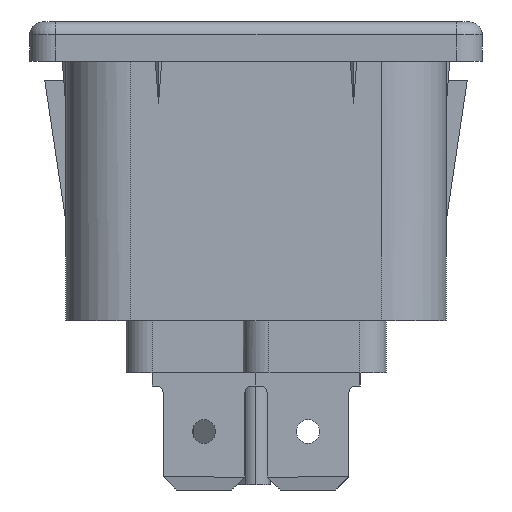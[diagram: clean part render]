
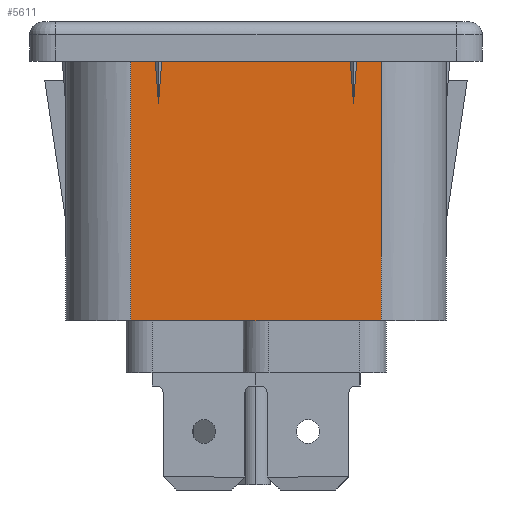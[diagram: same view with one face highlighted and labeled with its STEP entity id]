
A CAD part, left-side view. The second image highlights one B-rep face of the part: STEP entity #5611.
In plain terms, the highlighted planar face has unit normal (-1, 0, 0).
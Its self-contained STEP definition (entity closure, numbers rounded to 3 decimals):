
#49 = VECTOR ( 'NONE', #8992, 1000. ) ;
#255 = FACE_OUTER_BOUND ( 'NONE', #10829, .T. ) ;
#350 = LINE ( 'NONE', #11718, #49 ) ;
#394 = VERTEX_POINT ( 'NONE', #8769 ) ;
#410 = VERTEX_POINT ( 'NONE', #10605 ) ;
#616 = DIRECTION ( 'NONE',  ( 0., 1., 0. ) ) ;
#890 = ORIENTED_EDGE ( 'NONE', *, *, #8854, .T. ) ;
#1153 = AXIS2_PLACEMENT_3D ( 'NONE', #10849, #11773, #6296 ) ;
#1398 = ORIENTED_EDGE ( 'NONE', *, *, #6955, .T. ) ;
#1422 = CARTESIAN_POINT ( 'NONE',  ( -18.65, 7.75, -3. ) ) ;
#1724 = VECTOR ( 'NONE', #10698, 1000. ) ;
#2059 = CARTESIAN_POINT ( 'NONE',  ( -18.65, -7.25, -3. ) ) ;
#2354 = CARTESIAN_POINT ( 'NONE',  ( -18.65, -7.5, -6.3 ) ) ;
#2442 = LINE ( 'NONE', #2686, #7035 ) ;
#2531 = VERTEX_POINT ( 'NONE', #11630 ) ;
#2686 = CARTESIAN_POINT ( 'NONE',  ( -18.65, 7.5, -6.3 ) ) ;
#3057 = ORIENTED_EDGE ( 'NONE', *, *, #4954, .T. ) ;
#3275 = ORIENTED_EDGE ( 'NONE', *, *, #4960, .T. ) ;
#3380 = VECTOR ( 'NONE', #8320, 1000. ) ;
#3413 = VECTOR ( 'NONE', #11523, 1000. ) ;
#3652 = LINE ( 'NONE', #3722, #10664 ) ;
#3722 = CARTESIAN_POINT ( 'NONE',  ( -18.65, 9.65, -3. ) ) ;
#3956 = VERTEX_POINT ( 'NONE', #8259 ) ;
#4135 = ORIENTED_EDGE ( 'NONE', *, *, #10726, .F. ) ;
#4170 = LINE ( 'NONE', #6104, #8757 ) ;
#4193 = CARTESIAN_POINT ( 'NONE',  ( -18.65, -7.5, -6.3 ) ) ;
#4456 = LINE ( 'NONE', #5228, #1724 ) ;
#4689 = LINE ( 'NONE', #9964, #11693 ) ;
#4691 = ORIENTED_EDGE ( 'NONE', *, *, #5152, .T. ) ;
#4954 = EDGE_CURVE ( 'NONE', #6813, #3956, #4456, .T. ) ;
#4960 = EDGE_CURVE ( 'NONE', #5474, #394, #4170, .T. ) ;
#5152 = EDGE_CURVE ( 'NONE', #410, #5474, #2442, .T. ) ;
#5228 = CARTESIAN_POINT ( 'NONE',  ( -18.65, 9.65, -3. ) ) ;
#5347 = PLANE ( 'NONE',  #1153 ) ;
#5399 = CARTESIAN_POINT ( 'NONE',  ( -18.65, 9.65, -23. ) ) ;
#5474 = VERTEX_POINT ( 'NONE', #1422 ) ;
#5611 = ADVANCED_FACE ( 'NONE', ( #255 ), #5347, .F. ) ;
#5632 = VECTOR ( 'NONE', #11507, 1000. ) ;
#5818 = LINE ( 'NONE', #6469, #3380 ) ;
#5986 = ORIENTED_EDGE ( 'NONE', *, *, #6642, .F. ) ;
#6104 = CARTESIAN_POINT ( 'NONE',  ( -18.65, 9.65, -3. ) ) ;
#6123 = ORIENTED_EDGE ( 'NONE', *, *, #6925, .T. ) ;
#6296 = DIRECTION ( 'NONE',  ( 0., 1., 0. ) ) ;
#6469 = CARTESIAN_POINT ( 'NONE',  ( -18.65, -9.65, -23. ) ) ;
#6642 = EDGE_CURVE ( 'NONE', #7045, #2531, #9821, .T. ) ;
#6813 = VERTEX_POINT ( 'NONE', #2059 ) ;
#6925 = EDGE_CURVE ( 'NONE', #8537, #7811, #3652, .T. ) ;
#6955 = EDGE_CURVE ( 'NONE', #7045, #8537, #5818, .T. ) ;
#7035 = VECTOR ( 'NONE', #9089, 1000. ) ;
#7045 = VERTEX_POINT ( 'NONE', #9366 ) ;
#7612 = ORIENTED_EDGE ( 'NONE', *, *, #11438, .F. ) ;
#7811 = VERTEX_POINT ( 'NONE', #11345 ) ;
#7977 = LINE ( 'NONE', #10609, #3413 ) ;
#8039 = LINE ( 'NONE', #4193, #5632 ) ;
#8259 = CARTESIAN_POINT ( 'NONE',  ( -18.65, 7.25, -3. ) ) ;
#8320 = DIRECTION ( 'NONE',  ( 0., 0., 1. ) ) ;
#8537 = VERTEX_POINT ( 'NONE', #11079 ) ;
#8757 = VECTOR ( 'NONE', #616, 1000. ) ;
#8769 = CARTESIAN_POINT ( 'NONE',  ( -18.65, 9.65, -3. ) ) ;
#8844 = VERTEX_POINT ( 'NONE', #2354 ) ;
#8854 = EDGE_CURVE ( 'NONE', #8844, #6813, #8039, .T. ) ;
#8992 = DIRECTION ( 'NONE',  ( 0., -0.076, 0.997 ) ) ;
#9089 = DIRECTION ( 'NONE',  ( 0., 0.076, 0.997 ) ) ;
#9189 = DIRECTION ( 'NONE',  ( 0., 1., 0. ) ) ;
#9240 = VECTOR ( 'NONE', #10002, 1000. ) ;
#9366 = CARTESIAN_POINT ( 'NONE',  ( -18.65, -9.65, -23. ) ) ;
#9821 = LINE ( 'NONE', #5399, #9240 ) ;
#9964 = CARTESIAN_POINT ( 'NONE',  ( -18.65, 9.65, -23. ) ) ;
#10002 = DIRECTION ( 'NONE',  ( 0., 1., 0. ) ) ;
#10059 = ORIENTED_EDGE ( 'NONE', *, *, #11378, .F. ) ;
#10605 = CARTESIAN_POINT ( 'NONE',  ( -18.65, 7.5, -6.3 ) ) ;
#10609 = CARTESIAN_POINT ( 'NONE',  ( -18.65, 7.5, -6.3 ) ) ;
#10664 = VECTOR ( 'NONE', #9189, 1000. ) ;
#10698 = DIRECTION ( 'NONE',  ( 0., 1., 0. ) ) ;
#10726 = EDGE_CURVE ( 'NONE', #410, #3956, #7977, .T. ) ;
#10829 = EDGE_LOOP ( 'NONE', ( #6123, #10059, #890, #3057, #4135, #4691, #3275, #7612, #5986, #1398 ) ) ;
#10849 = CARTESIAN_POINT ( 'NONE',  ( -18.65, 9.65, -23. ) ) ;
#10863 = DIRECTION ( 'NONE',  ( 0., 0., 1. ) ) ;
#11079 = CARTESIAN_POINT ( 'NONE',  ( -18.65, -9.65, -3. ) ) ;
#11345 = CARTESIAN_POINT ( 'NONE',  ( -18.65, -7.75, -3. ) ) ;
#11378 = EDGE_CURVE ( 'NONE', #8844, #7811, #350, .T. ) ;
#11438 = EDGE_CURVE ( 'NONE', #2531, #394, #4689, .T. ) ;
#11507 = DIRECTION ( 'NONE',  ( 0., 0.076, 0.997 ) ) ;
#11523 = DIRECTION ( 'NONE',  ( 0., -0.076, 0.997 ) ) ;
#11630 = CARTESIAN_POINT ( 'NONE',  ( -18.65, 9.65, -23. ) ) ;
#11693 = VECTOR ( 'NONE', #10863, 1000. ) ;
#11718 = CARTESIAN_POINT ( 'NONE',  ( -18.65, -7.5, -6.3 ) ) ;
#11773 = DIRECTION ( 'NONE',  ( 1., 0., 0. ) ) ;
